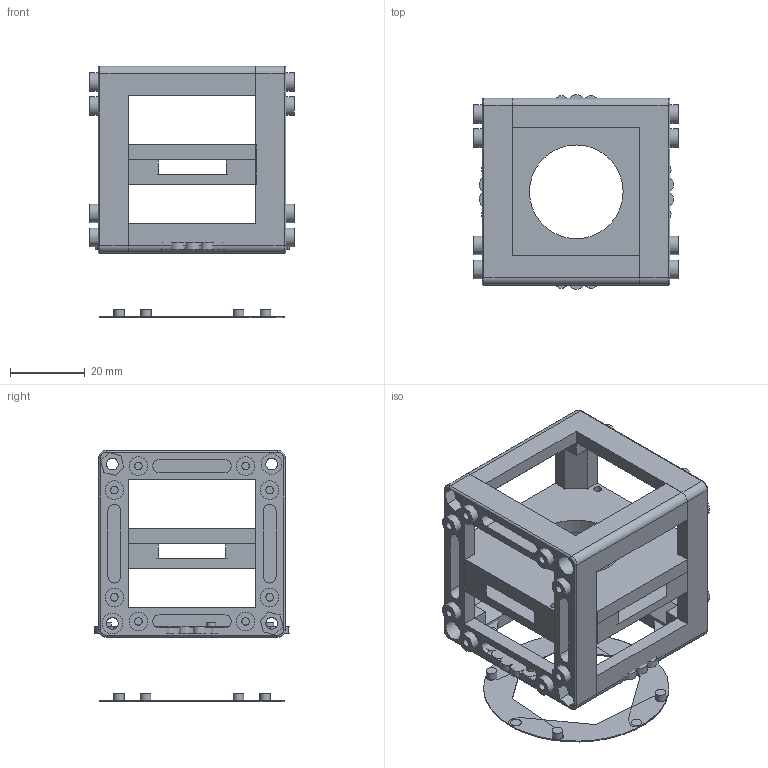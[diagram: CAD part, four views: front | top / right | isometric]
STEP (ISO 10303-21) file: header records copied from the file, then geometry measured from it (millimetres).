
FILE_DESCRIPTION(/* description */ (''),/* implementation_level */ '2;1');
FILE_NAME(/* name */ 'Assembly_Cube_CircularAperture_v3.iam.step',/* time_stamp */ '2022-11-29T09:02:12+01:00',/* author */ ('marsikovabarbora'),/* organization */ (''),/* preprocessor_version */ 'ST-DEVELOPER v18.1',/* originating_system */ 'Autodesk Inventor 2022',/* authorisation */ '');
FILE_SCHEMA (('AUTOMOTIVE_DESIGN { 1 0 10303 214 3 1 1 }'));
Length unit declared in the file: millimetre
Products named in the file (7): Assembly_Cube_CircularAperture_v3; 20_Cube_Insert_CirAp_Lid_v3; 20_Cube_Insert_CirAp_Wheel; 20_Cube_Insert_CirAp_Guide_v3; Assembly_Cube_empty_IM_v3; 10_Cube_1x1_IM; 20_Cube_Insert_CirAp_Leaf
Assembly tree (13 placements, depth 3):
  Assembly_Cube_CircularAperture_v3
    20_Cube_Insert_CirAp_Lid_v3
    20_Cube_Insert_CirAp_Wheel
    20_Cube_Insert_CirAp_Guide_v3
    Assembly_Cube_empty_IM_v3
      10_Cube_1x1_IM  x2
    20_Cube_Insert_CirAp_Leaf  x7
Bounding box: 54.5 x 51.98 x 67.02 mm (x, y, z)
Volume: 33579.8 mm3; surface area: 34928.8 mm2
Topology: 12 solids, 12 shells, 702 faces, 1808 edges, 1200 vertices
Faces by surface type: plane 388, cylinder 306, torus 8
Full cylindrical faces by diameter (mm): 2.05 x16, 2.1 x4, 2.5 x7, 2.8 x7, 2.9 x7, 3.1 x8, 4.95 x16, 5.5 x4, 25 x1, 40 x1, 42 x1
Entity records: 14924 total; most frequent: DIRECTION 2630, CARTESIAN_POINT 2548, ORIENTED_EDGE 2480, EDGE_CURVE 1240, AXIS2_PLACEMENT_3D 906, VERTEX_POINT 824, LINE 818, VECTOR 818
